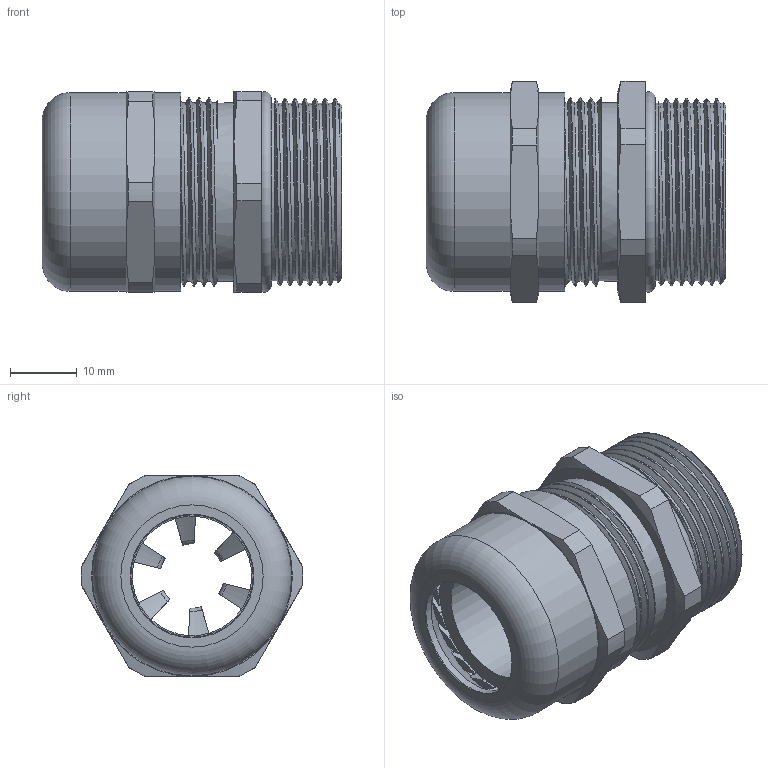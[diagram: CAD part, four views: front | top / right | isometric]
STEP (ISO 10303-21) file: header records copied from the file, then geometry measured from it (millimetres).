
FILE_DESCRIPTION(/* description */ ('Euro-Top-EMV 2. Gen. PG 21, Langgewinde'),/* implementation_level */ '2;1');
FILE_NAME(/* name */ '61480421-RST.stp',/* time_stamp */ '2022-10-19T11:38:19+02:00',/* author */ ('sl'),/* organization */ (''),/* preprocessor_version */ 'ST-DEVELOPER v16.5',/* originating_system */ 'Autodesk Inventor 2017',/* authorisation */ '');
FILE_SCHEMA (('AUTOMOTIVE_DESIGN { 1 0 10303 214 3 1 1 }'));
Length unit declared in the file: millimetre
Products named in the file (7): 61480421; 61480421_1; 61480421_2; 61480421_3; 61480421_4; 61480421_5; 61480421_6
Assembly tree (6 placements, depth 2):
  61480421
    61480421_1
    61480421_2
    61480421_3
    61480421_4
    61480421_5
    61480421_6
Bounding box: 44.75 x 33.09 x 30 mm (x, y, z)
Volume: 11841.4 mm3; surface area: 18974 mm2
Topology: 6 solids, 6 shells, 431 faces, 1200 edges, 787 vertices
Faces by surface type: plane 183, cylinder 151, cone 46, torus 45, bspline 6
Full cylindrical faces by diameter (mm): 17.83 x1, 18.26 x1, 18.8 x1, 20.54 x1, 22.1 x1, 22.63 x1, 22.7 x1, 23 x1, 23.3 x1, 23.94 x1, 24.06 x1, 24.15 x1, 24.5 x1, 26.54 x7, 26.6 x2, 26.63 x5, 27.8 x9, 29.14 x1, 29.7 x2
Entity records: 17873 total; most frequent: CARTESIAN_POINT 7365, ORIENTED_EDGE 2194, DIRECTION 2172, EDGE_CURVE 1097, AXIS2_PLACEMENT_3D 849, VERTEX_POINT 736, LINE 474, VECTOR 474
